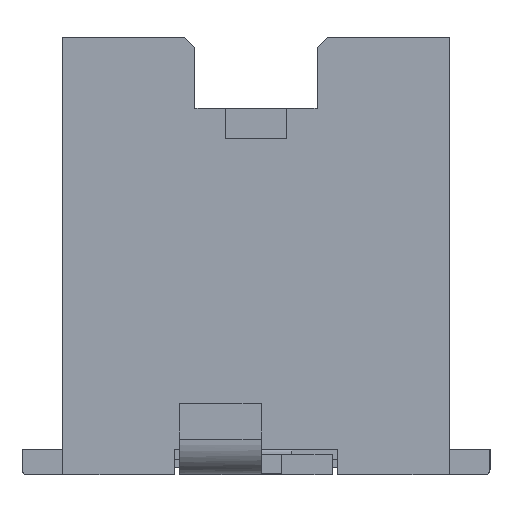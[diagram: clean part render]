
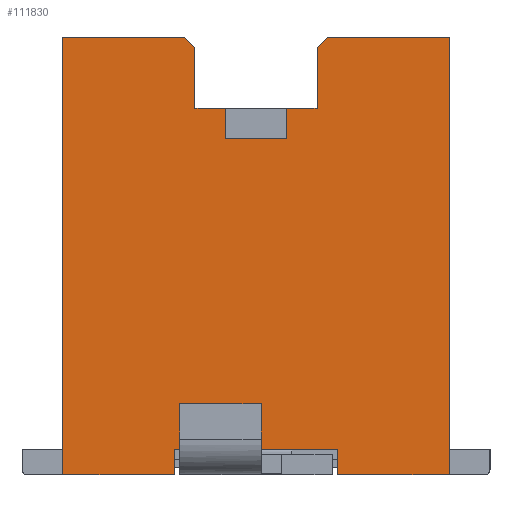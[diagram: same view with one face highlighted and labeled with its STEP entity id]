
A CAD part, left-side view. The second image highlights one B-rep face of the part: STEP entity #111830.
In plain terms, the highlighted planar face has unit normal (-1, 0, 0).
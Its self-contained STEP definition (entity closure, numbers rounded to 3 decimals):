
#15660=CARTESIAN_POINT('',(23.,76.2,4.3));
#15670=VERTEX_POINT('',#15660);
#15700=CARTESIAN_POINT('',(23.,77.4,4.3));
#15710=DIRECTION('',(0.,-1.,0.));
#15720=VECTOR('',#15710,1.);
#15730=LINE('',#15700,#15720);
#15740=CARTESIAN_POINT('',(23.,77.4,4.3));
#15750=VERTEX_POINT('',#15740);
#15760=EDGE_CURVE('',#15750,#15670,#15730,.T.);
#110300=CARTESIAN_POINT('',(23.,77.4,4.3));
#110310=DIRECTION('',(0.,0.707,-0.707));
#110320=VECTOR('',#110310,1.);
#110330=LINE('',#110300,#110320);
#110340=CARTESIAN_POINT('',(23.,77.5,4.2));
#110350=VERTEX_POINT('',#110340);
#110360=EDGE_CURVE('',#15750,#110350,#110330,.T.);
#110480=CARTESIAN_POINT('',(23.,80.,0.));
#110490=DIRECTION('',(1.,0.,0.));
#110500=DIRECTION('',(0.,-1.,0.));
#110510=AXIS2_PLACEMENT_3D('',#110480,#110490,#110500);
#110520=PLANE('',#110510);
#110530=CARTESIAN_POINT('',(23.,80.,0.));
#110540=DIRECTION('',(0.,-1.,0.));
#110550=VECTOR('',#110540,1.);
#110560=LINE('',#110530,#110550);
#110570=CARTESIAN_POINT('',(23.,80.,0.));
#110580=VERTEX_POINT('',#110570);
#110590=CARTESIAN_POINT('',(23.,78.9,0.));
#110600=VERTEX_POINT('',#110590);
#110610=EDGE_CURVE('',#110580,#110600,#110560,.T.);
#110620=ORIENTED_EDGE('',*,*,#110610,.T.);
#110630=CARTESIAN_POINT('',(23.,80.,4.3));
#110640=DIRECTION('',(0.,0.,-1.));
#110650=VECTOR('',#110640,1.);
#110660=LINE('',#110630,#110650);
#110670=CARTESIAN_POINT('',(23.,80.,4.3));
#110680=VERTEX_POINT('',#110670);
#110690=EDGE_CURVE('',#110680,#110580,#110660,.T.);
#110700=ORIENTED_EDGE('',*,*,#110690,.T.);
#110710=CARTESIAN_POINT('',(23.,80.,4.3));
#110720=DIRECTION('',(0.,-1.,0.));
#110730=VECTOR('',#110720,1.);
#110740=LINE('',#110710,#110730);
#110750=CARTESIAN_POINT('',(23.,78.8,4.3));
#110760=VERTEX_POINT('',#110750);
#110770=EDGE_CURVE('',#110680,#110760,#110740,.T.);
#110780=ORIENTED_EDGE('',*,*,#110770,.F.);
#110790=CARTESIAN_POINT('',(23.,78.7,4.2));
#110800=DIRECTION('',(0.,0.707,0.707));
#110810=VECTOR('',#110800,1.);
#110820=LINE('',#110790,#110810);
#110830=CARTESIAN_POINT('',(23.,78.7,4.2));
#110840=VERTEX_POINT('',#110830);
#110850=EDGE_CURVE('',#110840,#110760,#110820,.T.);
#110860=ORIENTED_EDGE('',*,*,#110850,.T.);
#110870=CARTESIAN_POINT('',(23.,78.7,3.6));
#110880=DIRECTION('',(0.,0.,1.));
#110890=VECTOR('',#110880,1.);
#110900=LINE('',#110870,#110890);
#110910=CARTESIAN_POINT('',(23.,78.7,3.6));
#110920=VERTEX_POINT('',#110910);
#110930=EDGE_CURVE('',#110920,#110840,#110900,.T.);
#110940=ORIENTED_EDGE('',*,*,#110930,.T.);
#110950=CARTESIAN_POINT('',(23.,78.4,3.6));
#110960=DIRECTION('',(0.,1.,0.));
#110970=VECTOR('',#110960,1.);
#110980=LINE('',#110950,#110970);
#110990=CARTESIAN_POINT('',(23.,78.4,3.6));
#111000=VERTEX_POINT('',#110990);
#111010=EDGE_CURVE('',#111000,#110920,#110980,.T.);
#111020=ORIENTED_EDGE('',*,*,#111010,.T.);
#111030=CARTESIAN_POINT('',(23.,78.4,3.3));
#111040=DIRECTION('',(0.,0.,1.));
#111050=VECTOR('',#111040,1.);
#111060=LINE('',#111030,#111050);
#111070=CARTESIAN_POINT('',(23.,78.4,3.3));
#111080=VERTEX_POINT('',#111070);
#111090=EDGE_CURVE('',#111080,#111000,#111060,.T.);
#111100=ORIENTED_EDGE('',*,*,#111090,.T.);
#111110=CARTESIAN_POINT('',(23.,77.8,3.3));
#111120=DIRECTION('',(0.,1.,0.));
#111130=VECTOR('',#111120,1.);
#111140=LINE('',#111110,#111130);
#111150=CARTESIAN_POINT('',(23.,77.8,3.3));
#111160=VERTEX_POINT('',#111150);
#111170=EDGE_CURVE('',#111160,#111080,#111140,.T.);
#111180=ORIENTED_EDGE('',*,*,#111170,.T.);
#111190=CARTESIAN_POINT('',(23.,77.8,3.6));
#111200=DIRECTION('',(0.,0.,-1.));
#111210=VECTOR('',#111200,1.);
#111220=LINE('',#111190,#111210);
#111230=CARTESIAN_POINT('',(23.,77.8,3.6));
#111240=VERTEX_POINT('',#111230);
#111250=EDGE_CURVE('',#111240,#111160,#111220,.T.);
#111260=ORIENTED_EDGE('',*,*,#111250,.T.);
#111270=CARTESIAN_POINT('',(23.,77.5,3.6));
#111280=DIRECTION('',(0.,1.,0.));
#111290=VECTOR('',#111280,1.);
#111300=LINE('',#111270,#111290);
#111310=CARTESIAN_POINT('',(23.,77.5,3.6));
#111320=VERTEX_POINT('',#111310);
#111330=EDGE_CURVE('',#111320,#111240,#111300,.T.);
#111340=ORIENTED_EDGE('',*,*,#111330,.T.);
#111350=CARTESIAN_POINT('',(23.,77.5,4.2));
#111360=DIRECTION('',(0.,0.,-1.));
#111370=VECTOR('',#111360,1.);
#111380=LINE('',#111350,#111370);
#111390=EDGE_CURVE('',#110350,#111320,#111380,.T.);
#111400=ORIENTED_EDGE('',*,*,#111390,.T.);
#111410=ORIENTED_EDGE('',*,*,#110360,.T.);
#111420=ORIENTED_EDGE('',*,*,#15760,.F.);
#111430=CARTESIAN_POINT('',(23.,76.2,4.3));
#111440=DIRECTION('',(0.,0.,-1.));
#111450=VECTOR('',#111440,1.);
#111460=LINE('',#111430,#111450);
#111470=CARTESIAN_POINT('',(23.,76.2,0.));
#111480=VERTEX_POINT('',#111470);
#111490=EDGE_CURVE('',#15670,#111480,#111460,.T.);
#111500=ORIENTED_EDGE('',*,*,#111490,.F.);
#111510=CARTESIAN_POINT('',(23.,77.3,0.));
#111520=DIRECTION('',(0.,-1.,0.));
#111530=VECTOR('',#111520,1.);
#111540=LINE('',#111510,#111530);
#111550=CARTESIAN_POINT('',(23.,77.3,0.));
#111560=VERTEX_POINT('',#111550);
#111570=EDGE_CURVE('',#111560,#111480,#111540,.T.);
#111580=ORIENTED_EDGE('',*,*,#111570,.T.);
#111590=CARTESIAN_POINT('',(23.,77.3,0.25));
#111600=DIRECTION('',(0.,0.,-1.));
#111610=VECTOR('',#111600,1.);
#111620=LINE('',#111590,#111610);
#111630=CARTESIAN_POINT('',(23.,77.3,0.25));
#111640=VERTEX_POINT('',#111630);
#111650=EDGE_CURVE('',#111640,#111560,#111620,.T.);
#111660=ORIENTED_EDGE('',*,*,#111650,.T.);
#111670=CARTESIAN_POINT('',(23.,78.9,0.25));
#111680=DIRECTION('',(0.,-1.,0.));
#111690=VECTOR('',#111680,1.);
#111700=LINE('',#111670,#111690);
#111710=CARTESIAN_POINT('',(23.,78.9,0.25));
#111720=VERTEX_POINT('',#111710);
#111730=EDGE_CURVE('',#111720,#111640,#111700,.T.);
#111740=ORIENTED_EDGE('',*,*,#111730,.T.);
#111750=CARTESIAN_POINT('',(23.,78.9,0.));
#111760=DIRECTION('',(0.,0.,1.));
#111770=VECTOR('',#111760,1.);
#111780=LINE('',#111750,#111770);
#111790=EDGE_CURVE('',#110600,#111720,#111780,.T.);
#111800=ORIENTED_EDGE('',*,*,#111790,.T.);
#111810=EDGE_LOOP('',(#111800,#111740,#111660,#111580,#111500,#111420,
#111410,#111400,#111340,#111260,#111180,#111100,#111020,#110940,#110860,
#110780,#110700,#110620));
#111820=FACE_OUTER_BOUND('',#111810,.T.);
#111830=ADVANCED_FACE('',(#111820),#110520,.F.);
